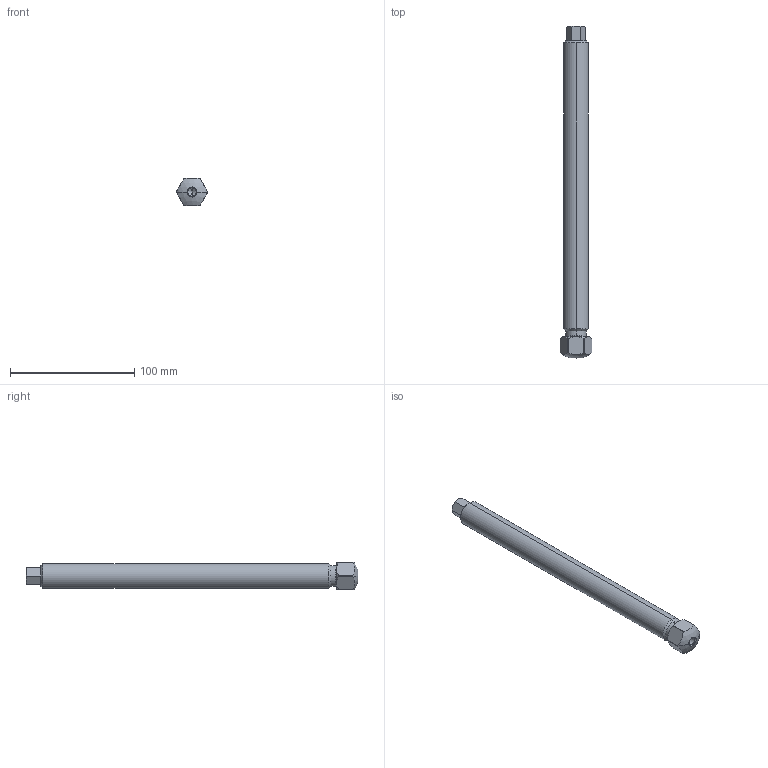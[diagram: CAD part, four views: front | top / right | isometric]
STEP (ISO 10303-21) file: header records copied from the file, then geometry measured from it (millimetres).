
FILE_DESCRIPTION (( 'STEP AP214' ), '1' );
FILE_NAME ('098AM20250m.STEP', '2014-08-12T09:55:11', ( '' ), ( '' ), 'SwSTEP 2.0', 'SolidWorks 2014', '' );
FILE_SCHEMA (( 'AUTOMOTIVE_DESIGN' ));
Length unit declared in the file: millimetre
Products named in the file (1): 098AM20250m
Bounding box: 25.2 x 266.98 x 22 mm (x, y, z)
Volume: 81960.8 mm3; surface area: 17628.9 mm2
Topology: 1 solids, 1 shells, 51 faces, 132 edges, 83 vertices
Faces by surface type: cone 20, plane 15, cylinder 12, torus 2, sphere 2
Entity records: 1762 total; most frequent: CARTESIAN_POINT 445, DIRECTION 266, ORIENTED_EDGE 260, EDGE_CURVE 130, AXIS2_PLACEMENT_3D 108, VERTEX_POINT 83, CIRCLE 56, EDGE_LOOP 53
